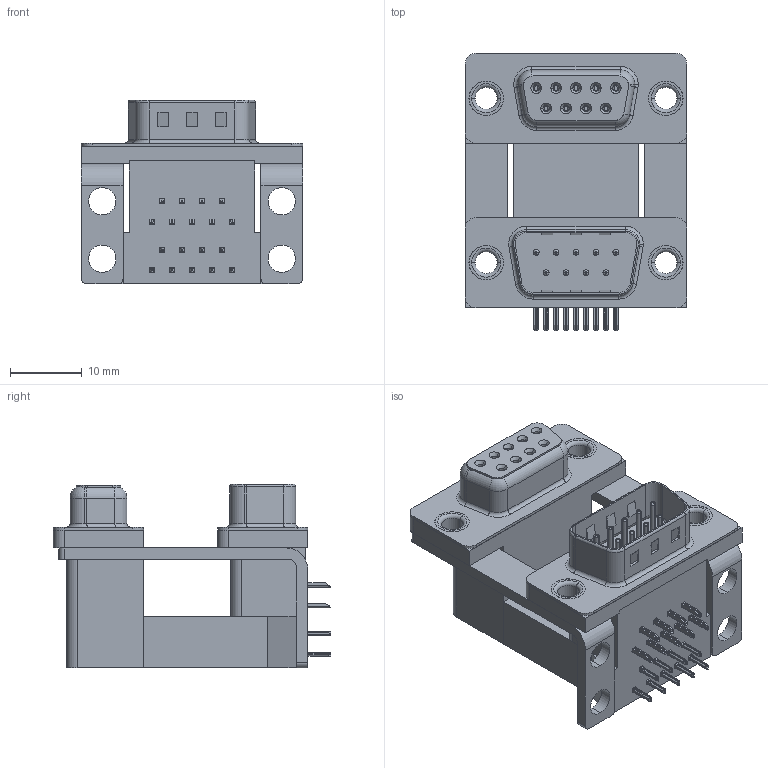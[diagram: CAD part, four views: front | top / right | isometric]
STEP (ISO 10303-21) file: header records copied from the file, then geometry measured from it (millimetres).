
FILE_DESCRIPTION (( 'STEP AP203' ), '1' );
FILE_NAME ('664-009-364-000.STEP', '2022-06-20T13:31:48', ( '' ), ( '' ), 'SwSTEP 2.0', 'SolidWorks 2020', '' );
FILE_SCHEMA (( 'CONFIG_CONTROL_DESIGN' ));
Length unit declared in the file: millimetre
Products named in the file (12): 664 Shell Plug_09 Contacts; 664 Contact Bottom Upper_H; 664 Housing Spacer_09 Contacts H; 664 Housing Lower_09 Contacts; 664 Contact Top Lower; 664 Housing Upper_09 Contacts H; 664 Contact Top Upper_H; 664 Shell Receptacle_09 Contacts; 664 Thru Hole Rivet; 664-009-364-000; 664 Mounting Bracket_NoneH; 664 Contact Bottom Lower
Assembly tree (29 placements, depth 2):
  664-009-364-000
    664 Housing Lower_09 Contacts
    664 Housing Spacer_09 Contacts H
    664 Housing Upper_09 Contacts H
    664 Shell Plug_09 Contacts
    664 Shell Receptacle_09 Contacts
    664 Contact Bottom Lower  x4
    664 Contact Top Lower  x5
    664 Contact Bottom Upper_H  x4
    664 Contact Top Upper_H  x5
    664 Mounting Bracket_NoneH  x2
    664 Thru Hole Rivet  x4
Bounding box: 30.81 x 38.59 x 25.6 mm (x, y, z)
Volume: 11267.7 mm3; surface area: 12962.5 mm2
Topology: 29 solids, 29 shells, 2445 faces, 6243 edges, 3905 vertices
Faces by surface type: plane 1263, cylinder 659, bspline 308, cone 108, torus 107
Entity records: 34721 total; most frequent: CARTESIAN_POINT 8841, ORIENTED_EDGE 5082, DIRECTION 4822, EDGE_CURVE 2541, LINE 1664, VECTOR 1664, VERTEX_POINT 1613, AXIS2_PLACEMENT_3D 1579
